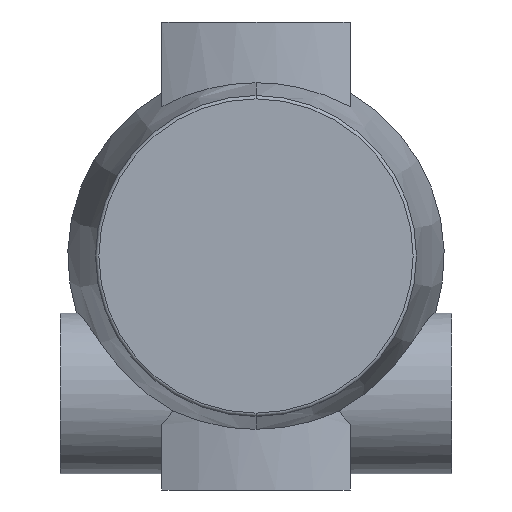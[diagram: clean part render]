
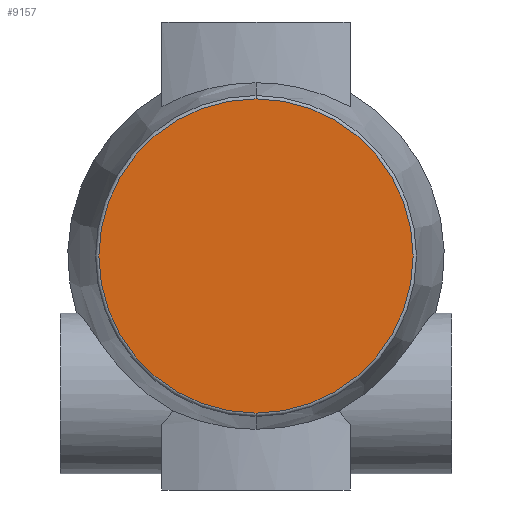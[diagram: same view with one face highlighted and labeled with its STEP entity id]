
A CAD part, front view. The second image highlights one B-rep face of the part: STEP entity #9157.
In plain terms, the highlighted planar face has unit normal (0, -1, 0).
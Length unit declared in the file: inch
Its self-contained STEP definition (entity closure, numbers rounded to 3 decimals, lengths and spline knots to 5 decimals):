
#130 = CIRCLE ( 'NONE', #1889, 0.9265 ) ;
#159 = CARTESIAN_POINT ( 'NONE',  ( 0., -1.52, 0. ) ) ;
#1263 = EDGE_CURVE ( 'NONE', #8141, #7135, #130, .T. ) ;
#1889 = AXIS2_PLACEMENT_3D ( 'NONE', #6064, #6664, #3139 ) ;
#2091 = PLANE ( 'NONE',  #7261 ) ;
#2357 = EDGE_CURVE ( 'NONE', #7135, #8141, #7611, .T. ) ;
#3000 = DIRECTION ( 'NONE',  ( 0., -1., 0. ) ) ;
#3139 = DIRECTION ( 'NONE',  ( 0., 0., 1. ) ) ;
#3682 = FACE_OUTER_BOUND ( 'NONE', #7609, .T. ) ;
#3734 = DIRECTION ( 'NONE',  ( 0., 1., 0. ) ) ;
#4073 = AXIS2_PLACEMENT_3D ( 'NONE', #159, #3000, #5830 ) ;
#5641 = ORIENTED_EDGE ( 'NONE', *, *, #2357, .T. ) ;
#5734 = CARTESIAN_POINT ( 'NONE',  ( 0., -1.52, 0. ) ) ;
#5830 = DIRECTION ( 'NONE',  ( 0., 0., 1. ) ) ;
#6064 = CARTESIAN_POINT ( 'NONE',  ( 0., -1.52, 0. ) ) ;
#6109 = ORIENTED_EDGE ( 'NONE', *, *, #1263, .T. ) ;
#6664 = DIRECTION ( 'NONE',  ( 0., -1., 0. ) ) ;
#7135 = VERTEX_POINT ( 'NONE', #7484 ) ;
#7261 = AXIS2_PLACEMENT_3D ( 'NONE', #5734, #3734, #8578 ) ;
#7484 = CARTESIAN_POINT ( 'NONE',  ( 0., -1.52, 0.9265 ) ) ;
#7609 = EDGE_LOOP ( 'NONE', ( #5641, #6109 ) ) ;
#7611 = CIRCLE ( 'NONE', #4073, 0.9265 ) ;
#7762 = CARTESIAN_POINT ( 'NONE',  ( 0., -1.52, -0.9265 ) ) ;
#8141 = VERTEX_POINT ( 'NONE', #7762 ) ;
#8578 = DIRECTION ( 'NONE',  ( 0., 0., 1. ) ) ;
#9157 = ADVANCED_FACE ( 'NONE', ( #3682 ), #2091, .F. ) ;
